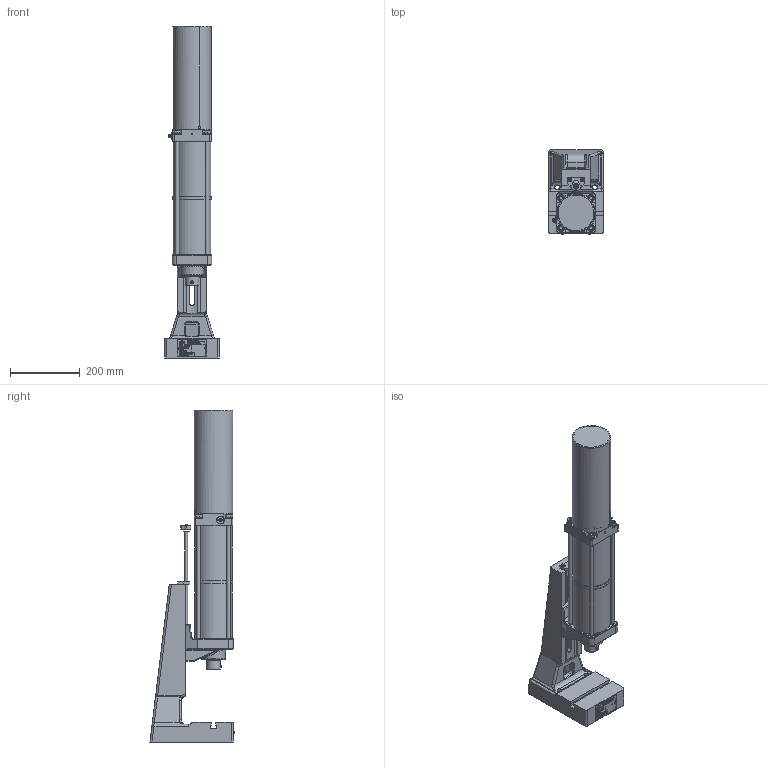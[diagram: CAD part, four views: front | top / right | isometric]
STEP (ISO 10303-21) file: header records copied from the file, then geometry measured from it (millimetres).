
FILE_DESCRIPTION(/* description */ ('DA 850-120-80'),/* implementation_level */ '2;1');
FILE_NAME(/* name */ 'DA_0850_120_080.stp',/* time_stamp */ '2021-09-21T11:18:12+02:00',/* author */ ('RFinsterle'),/* organization */ (''),/* preprocessor_version */ 'ST-DEVELOPER v17',/* originating_system */ 'Autodesk Inventor 2018',/* authorisation */ '');
FILE_SCHEMA (('AUTOMOTIVE_DESIGN { 1 0 10303 214 3 1 1 }'));
Products named in the file (5): ENG-001005_V; ENG-000029_V; ENG-000995-1_V; ENG-000378; ENG-000755
Assembly tree (5 placements, depth 2):
  ENG-001005_V
    ENG-000029_V
    ENG-000995-1_V
    ENG-000378
    ENG-000755  x2
Bounding box: 156 x 240.49 x 949.43 mm (x, y, z)
Volume: 4734188.7 mm3; surface area: 1040419.7 mm2
Topology: 6 solids, 6 shells, 6591 faces, 18173 edges, 11974 vertices
Faces by surface type: plane 3885, bspline 2053, cylinder 370, cone 134, torus 91, sphere 58
Full cylindrical faces by diameter (mm): 1 x1, 2 x1, 2.4 x1, 2.459 x2, 2.5 x2, 3 x9, 3.242 x2, 3.3 x2, 4 x3, 4.917 x2, 5 x3, 6.5 x2, 6.647 x1, 8 x9, 8.4 x1, 9.5 x1, 10 x6, 10.106 x1, 10.5 x8, 11 x2, 11.8 x2, 12 x6, 12.5 x3, 13 x4, 14.376 x1, 14.95 x3, 16 x1, 17.5 x2, 18 x3, 19.4 x1
Entity records: 231681 total; most frequent: CARTESIAN_POINT 70787, ORIENTED_EDGE 36126, DIRECTION 24257, EDGE_CURVE 18063, LINE 12355, VECTOR 12355, VERTEX_POINT 11959, EDGE_LOOP 7112
